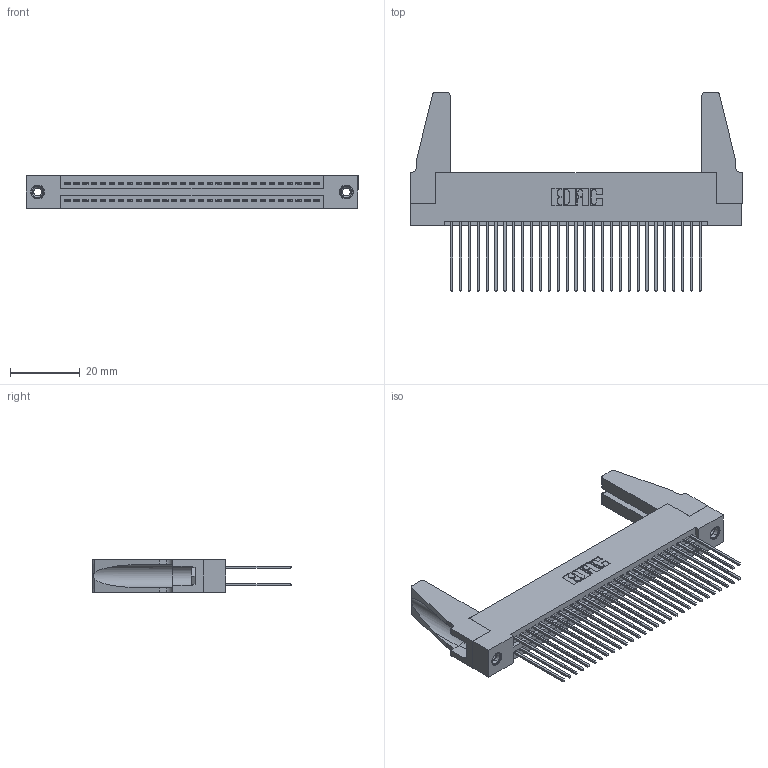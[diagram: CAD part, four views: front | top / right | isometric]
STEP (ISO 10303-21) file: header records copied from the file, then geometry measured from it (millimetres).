
FILE_DESCRIPTION (( 'STEP AP203' ), '1' );
FILE_NAME ('345-058-541-288.STEP', '2019-10-30T05:19:32', ( '' ), ( '' ), 'SwSTEP 2.0', 'SolidWorks 2016', '' );
FILE_SCHEMA (( 'CONFIG_CONTROL_DESIGN' ));
Length unit declared in the file: inch
Products named in the file (5): 345-250-001_345-250-001-102; 345-058-541-288; 345-292-001_345-293-141; 345 Part_Flush Mounting Lugs - 0.156 Dia-TH; 345-220-078_345-220-088
Assembly tree (63 placements, depth 2):
  345-058-541-288
    345 Part_Flush Mounting Lugs - 0.156 Dia-TH
    345-292-001_345-293-141  x58
    345-250-001_345-250-001-102  x2
    345-220-078_345-220-088  x2
Bounding box: 94.89 x 56.82 x 9.4 mm (x, y, z)
Volume: 12682.7 mm3; surface area: 18374 mm2
Topology: 63 solids, 63 shells, 3150 faces, 9297 edges, 6110 vertices
Faces by surface type: plane 2066, cylinder 1068, cone 12, torus 4
Entity records: 26670 total; most frequent: CARTESIAN_POINT 4478, ORIENTED_EDGE 4372, DIRECTION 3970, EDGE_CURVE 2186, LINE 1896, VECTOR 1896, VERTEX_POINT 1450, AXIS2_PLACEMENT_3D 1037
